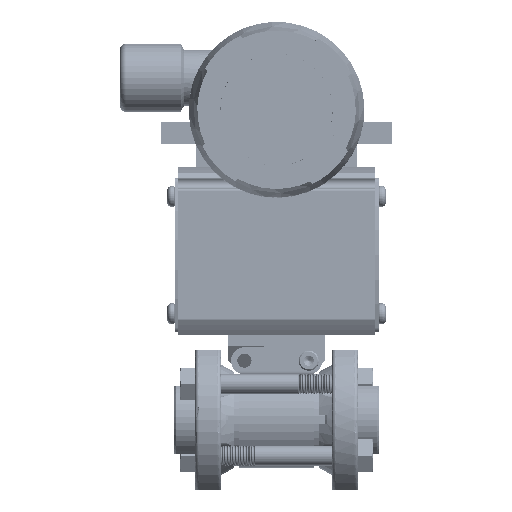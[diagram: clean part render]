
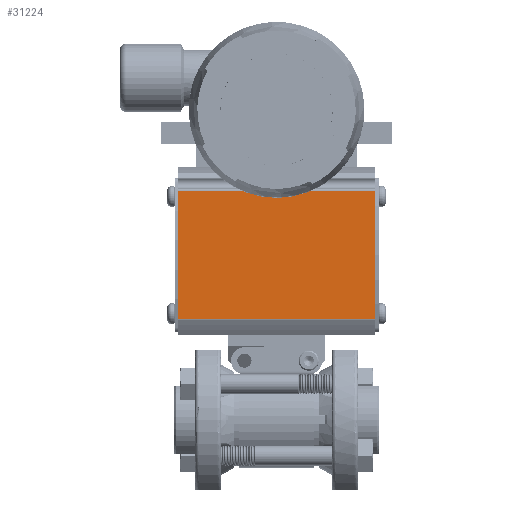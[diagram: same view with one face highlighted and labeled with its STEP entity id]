
A CAD part, top view. The second image highlights one B-rep face of the part: STEP entity #31224.
In plain terms, the highlighted planar face has unit normal (0, 0, 1).
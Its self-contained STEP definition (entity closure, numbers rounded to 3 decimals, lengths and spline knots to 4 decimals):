
#2232 = CARTESIAN_POINT ( 'NONE',  ( -1.5275, 3.5694, 1.17 ) ) ;
#3604 = LINE ( 'NONE', #119579, #142706 ) ;
#13736 = VECTOR ( 'NONE', #80766, 39.3701 ) ;
#14530 = CARTESIAN_POINT ( 'NONE',  ( -1.5275, 1.5679, 1.17 ) ) ;
#24106 = CARTESIAN_POINT ( 'NONE',  ( -5.0403, 3.5694, 1.17 ) ) ;
#30366 = ORIENTED_EDGE ( 'NONE', *, *, #113434, .T. ) ;
#31224 = ADVANCED_FACE ( 'NONE', ( #107939 ), #163637, .F. ) ;
#34128 = ORIENTED_EDGE ( 'NONE', *, *, #223087, .T. ) ;
#35417 = AXIS2_PLACEMENT_3D ( 'NONE', #24106, #181227, #76646 ) ;
#45552 = CARTESIAN_POINT ( 'NONE',  ( 1.5275, 3.5621, 1.17 ) ) ;
#48557 = CARTESIAN_POINT ( 'NONE',  ( -1.5275, 3.5621, 1.17 ) ) ;
#66982 = DIRECTION ( 'NONE',  ( 1., 0., 0. ) ) ;
#70151 = EDGE_CURVE ( 'NONE', #197584, #147348, #72178, .T. ) ;
#72178 = LINE ( 'NONE', #2232, #206016 ) ;
#76646 = DIRECTION ( 'NONE',  ( 0., -1., 0. ) ) ;
#77735 = CARTESIAN_POINT ( 'NONE',  ( -5.0403, 3.5621, 1.17 ) ) ;
#80766 = DIRECTION ( 'NONE',  ( 0., -1., 0. ) ) ;
#85898 = LINE ( 'NONE', #77735, #219714 ) ;
#98313 = CARTESIAN_POINT ( 'NONE',  ( 1.5275, 3.5694, 1.17 ) ) ;
#106455 = LINE ( 'NONE', #98313, #13736 ) ;
#107939 = FACE_OUTER_BOUND ( 'NONE', #164240, .T. ) ;
#113434 = EDGE_CURVE ( 'NONE', #163358, #147348, #85898, .T. ) ;
#119579 = CARTESIAN_POINT ( 'NONE',  ( -5.0403, 1.5679, 1.17 ) ) ;
#136253 = ORIENTED_EDGE ( 'NONE', *, *, #201678, .F. ) ;
#142706 = VECTOR ( 'NONE', #66982, 39.3701 ) ;
#147348 = VERTEX_POINT ( 'NONE', #48557 ) ;
#156517 = ORIENTED_EDGE ( 'NONE', *, *, #70151, .F. ) ;
#163358 = VERTEX_POINT ( 'NONE', #45552 ) ;
#163637 = PLANE ( 'NONE',  #35417 ) ;
#164240 = EDGE_LOOP ( 'NONE', ( #136253, #30366, #156517, #34128 ) ) ;
#176805 = DIRECTION ( 'NONE',  ( 0., 1., 0. ) ) ;
#181227 = DIRECTION ( 'NONE',  ( 0., 0., -1. ) ) ;
#183793 = DIRECTION ( 'NONE',  ( -1., 0., 0. ) ) ;
#190769 = CARTESIAN_POINT ( 'NONE',  ( 1.5275, 1.5679, 1.17 ) ) ;
#196330 = VERTEX_POINT ( 'NONE', #190769 ) ;
#197584 = VERTEX_POINT ( 'NONE', #14530 ) ;
#201678 = EDGE_CURVE ( 'NONE', #163358, #196330, #106455, .T. ) ;
#206016 = VECTOR ( 'NONE', #176805, 39.3701 ) ;
#219714 = VECTOR ( 'NONE', #183793, 39.3701 ) ;
#223087 = EDGE_CURVE ( 'NONE', #197584, #196330, #3604, .T. ) ;
